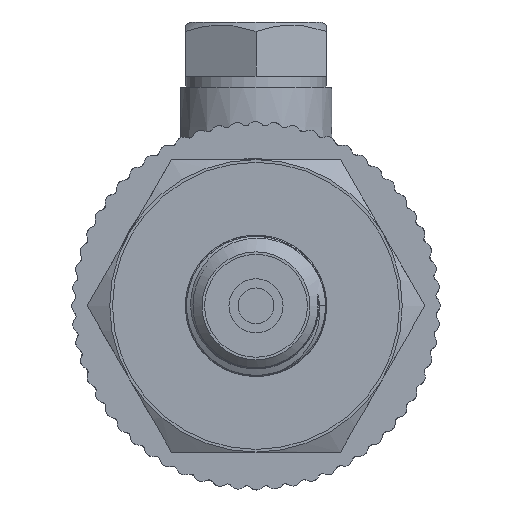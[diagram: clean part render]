
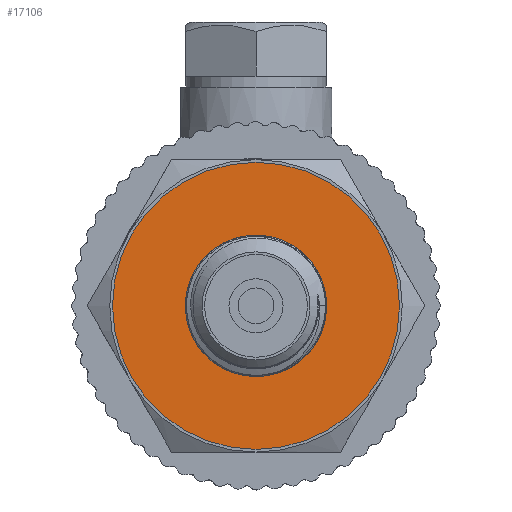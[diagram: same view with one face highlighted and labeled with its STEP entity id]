
A CAD part, left-side view. The second image highlights one B-rep face of the part: STEP entity #17106.
In plain terms, the highlighted planar face has unit normal (-1, 0, 0).
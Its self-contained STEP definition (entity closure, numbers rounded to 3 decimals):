
#655=PLANE('',#17976);
#822=FACE_BOUND('',#2228,.T.);
#1221=FACE_OUTER_BOUND('',#2227,.T.);
#2227=EDGE_LOOP('',(#12775));
#2228=EDGE_LOOP('',(#12776));
#2958=CIRCLE('',#17950,13.25);
#2960=CIRCLE('',#17954,6.5);
#7007=VERTEX_POINT('',#31603);
#7010=VERTEX_POINT('',#32000);
#9124=EDGE_CURVE('',#7007,#7007,#2958,.T.);
#9130=EDGE_CURVE('',#7010,#7010,#2960,.T.);
#12775=ORIENTED_EDGE('',*,*,#9124,.T.);
#12776=ORIENTED_EDGE('',*,*,#9130,.T.);
#17106=ADVANCED_FACE('',(#1221,#822),#655,.T.);
#17950=AXIS2_PLACEMENT_3D('',#31604,#19454,#19455);
#17954=AXIS2_PLACEMENT_3D('',#32001,#19463,#19464);
#17976=AXIS2_PLACEMENT_3D('',#33664,#19512,#19513);
#19454=DIRECTION('center_axis',(-1.,0.,0.));
#19455=DIRECTION('ref_axis',(0.,1.,0.));
#19463=DIRECTION('center_axis',(1.,0.,0.));
#19464=DIRECTION('ref_axis',(0.,0.,-1.));
#19512=DIRECTION('center_axis',(-1.,0.,0.));
#19513=DIRECTION('ref_axis',(0.,0.,1.));
#31603=CARTESIAN_POINT('',(-47.,-13.25,0.));
#31604=CARTESIAN_POINT('Origin',(-47.,0.,0.));
#32000=CARTESIAN_POINT('',(-47.,0.,6.5));
#32001=CARTESIAN_POINT('Origin',(-47.,0.,0.));
#33664=CARTESIAN_POINT('Origin',(-47.,13.5,0.));
